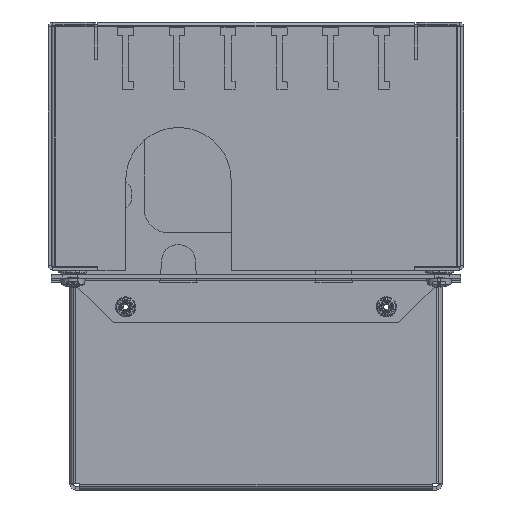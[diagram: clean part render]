
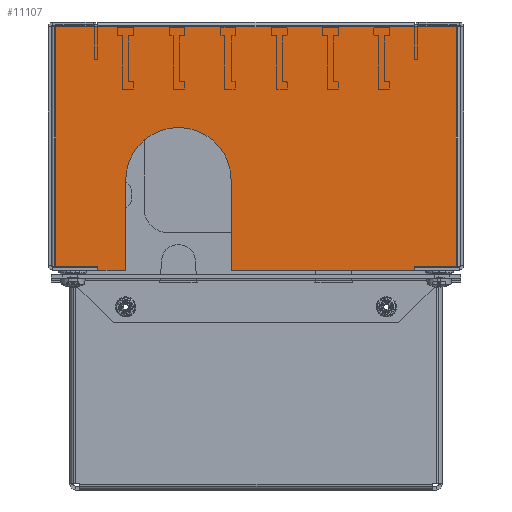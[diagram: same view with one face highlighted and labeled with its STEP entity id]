
A CAD part, front view. The second image highlights one B-rep face of the part: STEP entity #11107.
In plain terms, the highlighted face is planar.
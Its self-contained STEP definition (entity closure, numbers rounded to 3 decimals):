
#9929=DIRECTION('',(-1.,0.,0.));
#9930=VECTOR('',#9929,129.);
#9931=CARTESIAN_POINT('',(64.5,31.75,0.));
#9932=LINE('',#9931,#9930);
#9996=DIRECTION('',(0.,1.,0.));
#9997=VECTOR('',#9996,77.25);
#9998=CARTESIAN_POINT('',(64.5,-45.5,0.));
#9999=LINE('',#9998,#9997);
#10233=DIRECTION('',(-1.,0.,0.));
#10234=VECTOR('',#10233,13.5);
#10235=CARTESIAN_POINT('',(-51.,-45.5,0.));
#10236=LINE('',#10235,#10234);
#10240=DIRECTION('',(0.,1.,0.));
#10241=VECTOR('',#10240,1.25);
#10242=CARTESIAN_POINT('',(-51.,-46.75,0.));
#10243=LINE('',#10242,#10241);
#10247=DIRECTION('',(-1.,0.,0.));
#10248=VECTOR('',#10247,59.);
#10249=CARTESIAN_POINT('',(8.,-46.75,0.));
#10250=LINE('',#10249,#10248);
#10254=DIRECTION('',(0.,-1.,0.));
#10255=VECTOR('',#10254,29.);
#10256=CARTESIAN_POINT('',(8.,-17.75,0.));
#10257=LINE('',#10256,#10255);
#10261=CARTESIAN_POINT('',(25.,-17.75,0.));
#10262=DIRECTION('',(0.,0.,1.));
#10263=DIRECTION('',(0.,1.,0.));
#10264=AXIS2_PLACEMENT_3D('',#10261,#10262,#10263);
#10269=CARTESIAN_POINT('',(25.,-17.75,0.));
#10270=DIRECTION('',(0.,0.,1.));
#10271=DIRECTION('',(1.,0.,0.));
#10272=AXIS2_PLACEMENT_3D('',#10269,#10270,#10271);
#10277=DIRECTION('',(0.,1.,0.));
#10278=VECTOR('',#10277,29.);
#10279=CARTESIAN_POINT('',(42.,-46.75,0.));
#10280=LINE('',#10279,#10278);
#10284=DIRECTION('',(-1.,0.,0.));
#10285=VECTOR('',#10284,9.);
#10286=CARTESIAN_POINT('',(51.,-46.75,0.));
#10287=LINE('',#10286,#10285);
#10291=DIRECTION('',(0.,-1.,0.));
#10292=VECTOR('',#10291,1.25);
#10293=CARTESIAN_POINT('',(51.,-45.5,0.));
#10294=LINE('',#10293,#10292);
#10298=DIRECTION('',(-1.,0.,0.));
#10299=VECTOR('',#10298,13.5);
#10300=CARTESIAN_POINT('',(64.5,-45.5,0.));
#10301=LINE('',#10300,#10299);
#10312=DIRECTION('',(0.,-1.,0.));
#10313=VECTOR('',#10312,77.25);
#10314=CARTESIAN_POINT('',(-64.5,31.75,0.));
#10315=LINE('',#10314,#10313);
#10552=CARTESIAN_POINT('',(-64.5,31.75,0.));
#10554=VERTEX_POINT('',#10552);
#10560=CARTESIAN_POINT('',(64.5,-45.5,0.));
#10561=CARTESIAN_POINT('',(64.5,31.75,0.));
#10562=VERTEX_POINT('',#10560);
#10563=VERTEX_POINT('',#10561);
#10564=CARTESIAN_POINT('',(51.,-45.5,0.));
#10565=VERTEX_POINT('',#10564);
#10566=CARTESIAN_POINT('',(51.,-46.75,0.));
#10567=VERTEX_POINT('',#10566);
#10568=CARTESIAN_POINT('',(42.,-46.75,0.));
#10569=VERTEX_POINT('',#10568);
#10570=CARTESIAN_POINT('',(42.,-17.75,0.));
#10571=VERTEX_POINT('',#10570);
#10572=CARTESIAN_POINT('',(25.,-0.75,0.));
#10573=CARTESIAN_POINT('',(8.,-17.75,0.));
#10574=VERTEX_POINT('',#10572);
#10575=VERTEX_POINT('',#10573);
#10576=CARTESIAN_POINT('',(8.,-46.75,0.));
#10577=VERTEX_POINT('',#10576);
#10578=CARTESIAN_POINT('',(-51.,-46.75,0.));
#10579=VERTEX_POINT('',#10578);
#10580=CARTESIAN_POINT('',(-51.,-45.5,0.));
#10581=VERTEX_POINT('',#10580);
#10582=CARTESIAN_POINT('',(-64.5,-45.5,0.));
#10583=VERTEX_POINT('',#10582);
#11077=CARTESIAN_POINT('',(25.,-17.75,0.));
#11078=DIRECTION('',(0.,0.,1.));
#11079=DIRECTION('',(0.,-1.,0.));
#11080=AXIS2_PLACEMENT_3D('',#11077,#11078,#11079);
#11081=PLANE('',#11080);
#11082=ORIENTED_EDGE('',*,*,#10839,.T.);
#11083=ORIENTED_EDGE('',*,*,#10780,.T.);
#11085=ORIENTED_EDGE('',*,*,#11084,.T.);
#11087=ORIENTED_EDGE('',*,*,#11086,.F.);
#11089=ORIENTED_EDGE('',*,*,#11088,.F.);
#11091=ORIENTED_EDGE('',*,*,#11090,.F.);
#11093=ORIENTED_EDGE('',*,*,#11092,.F.);
#11095=ORIENTED_EDGE('',*,*,#11094,.F.);
#11097=ORIENTED_EDGE('',*,*,#11096,.F.);
#11099=ORIENTED_EDGE('',*,*,#11098,.F.);
#11101=ORIENTED_EDGE('',*,*,#11100,.F.);
#11103=ORIENTED_EDGE('',*,*,#11102,.F.);
#11104=ORIENTED_EDGE('',*,*,#11069,.F.);
#11105=EDGE_LOOP('',(#11082,#11083,#11085,#11087,#11089,#11091,#11093,#11095,
#11097,#11099,#11101,#11103,#11104));
#11106=FACE_OUTER_BOUND('',#11105,.F.);
#10265=CIRCLE('',#10264,17.);
#10273=CIRCLE('',#10272,17.);
#10780=EDGE_CURVE('',#10563,#10554,#9932,.T.);
#10839=EDGE_CURVE('',#10562,#10563,#9999,.T.);
#11069=EDGE_CURVE('',#10562,#10565,#10301,.T.);
#11084=EDGE_CURVE('',#10554,#10583,#10315,.T.);
#11086=EDGE_CURVE('',#10581,#10583,#10236,.T.);
#11088=EDGE_CURVE('',#10579,#10581,#10243,.T.);
#11090=EDGE_CURVE('',#10577,#10579,#10250,.T.);
#11092=EDGE_CURVE('',#10575,#10577,#10257,.T.);
#11094=EDGE_CURVE('',#10574,#10575,#10265,.T.);
#11096=EDGE_CURVE('',#10571,#10574,#10273,.T.);
#11098=EDGE_CURVE('',#10569,#10571,#10280,.T.);
#11100=EDGE_CURVE('',#10567,#10569,#10287,.T.);
#11102=EDGE_CURVE('',#10565,#10567,#10294,.T.);
#11107=ADVANCED_FACE('',(#11106),#11081,.F.);
